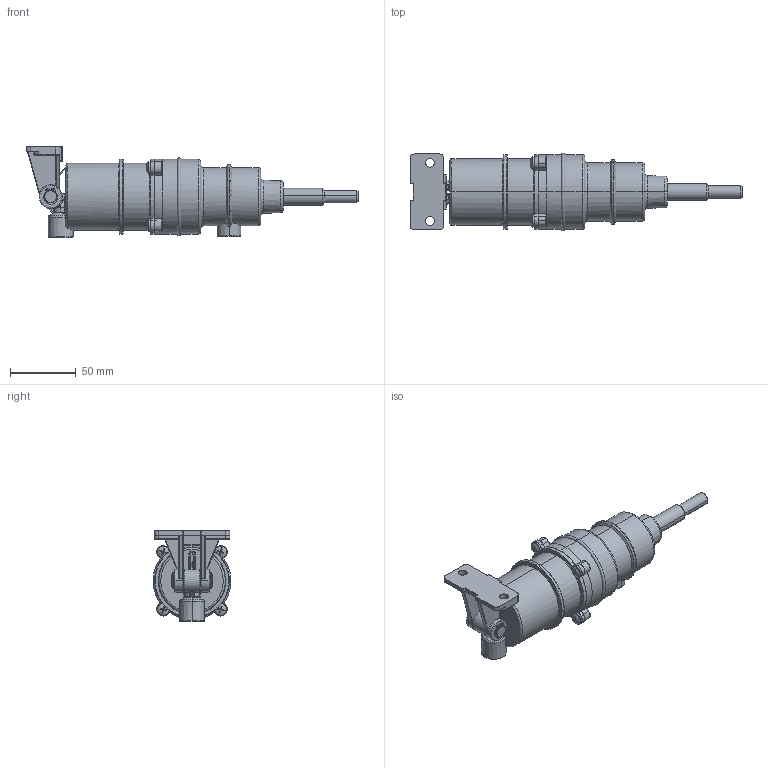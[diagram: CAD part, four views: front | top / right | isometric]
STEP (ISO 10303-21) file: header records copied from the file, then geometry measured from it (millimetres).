
FILE_DESCRIPTION (( 'STEP AP203' ), '1' );
FILE_NAME ('4204-A.STEP', '2024-04-05T19:52:45', ( '' ), ( '' ), 'SwSTEP 2.0', 'SolidWorks 2023', '' );
FILE_SCHEMA (( 'CONFIG_CONTROL_DESIGN' ));
Length unit declared in the file: inch
Products named in the file (1): 4204-A
Bounding box: 253.37 x 59.44 x 68.96 mm (x, y, z)
Surface area: 49498.9 mm2 (no closed solid volume)
Topology: 0 solids, 19 shells, 473 faces, 1311 edges, 840 vertices
Faces by surface type: cylinder 177, plane 129, torus 83, cone 52, bspline 16, sphere 16
Entity records: 16110 total; most frequent: CARTESIAN_POINT 4005, DIRECTION 2723, ORIENTED_EDGE 2306, EDGE_CURVE 1301, AXIS2_PLACEMENT_3D 1112, VERTEX_POINT 838, CIRCLE 654, EDGE_LOOP 511
